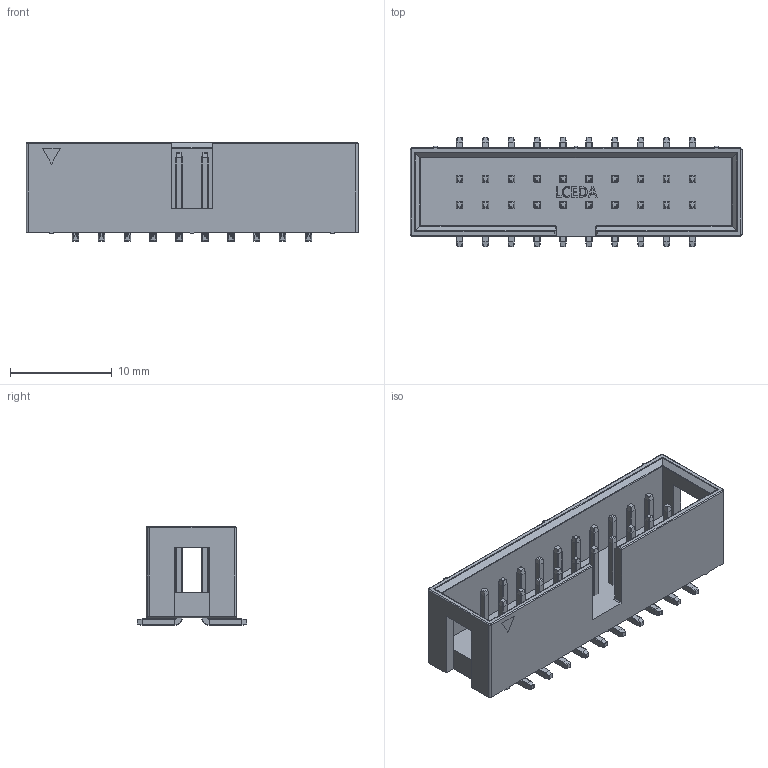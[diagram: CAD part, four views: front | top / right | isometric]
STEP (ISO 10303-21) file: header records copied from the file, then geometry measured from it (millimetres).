
FILE_DESCRIPTION (( 'STEP AP214' ), '1' );
FILE_NAME ('CONN-SMD_IDC2.54-LS-2x10P.step', '2021-08-14T06:59:38', ( '' ), ( '' ), 'SwSTEP 2.0', 'SolidWorks 2020', '' );
FILE_SCHEMA (( 'AUTOMOTIVE_DESIGN' ));
Length unit declared in the file: millimetre
Products named in the file (1): CONN-SMD_IDC2.54-LS-2x10P
Bounding box: 32.6 x 10.8 x 9.69 mm (x, y, z)
Volume: 1181.3 mm3; surface area: 2295.2 mm2
Topology: 24 solids, 24 shells, 1307 faces, 3013 edges, 1666 vertices
Faces by surface type: cylinder 552, plane 488, sphere 160, torus 93, bspline 14
Entity records: 37243 total; most frequent: CARTESIAN_POINT 8301, ORIENTED_EDGE 5842, DIRECTION 5828, EDGE_CURVE 2921, AXIS2_PLACEMENT_3D 2141, VERTEX_POINT 1666, LINE 1546, VECTOR 1546
